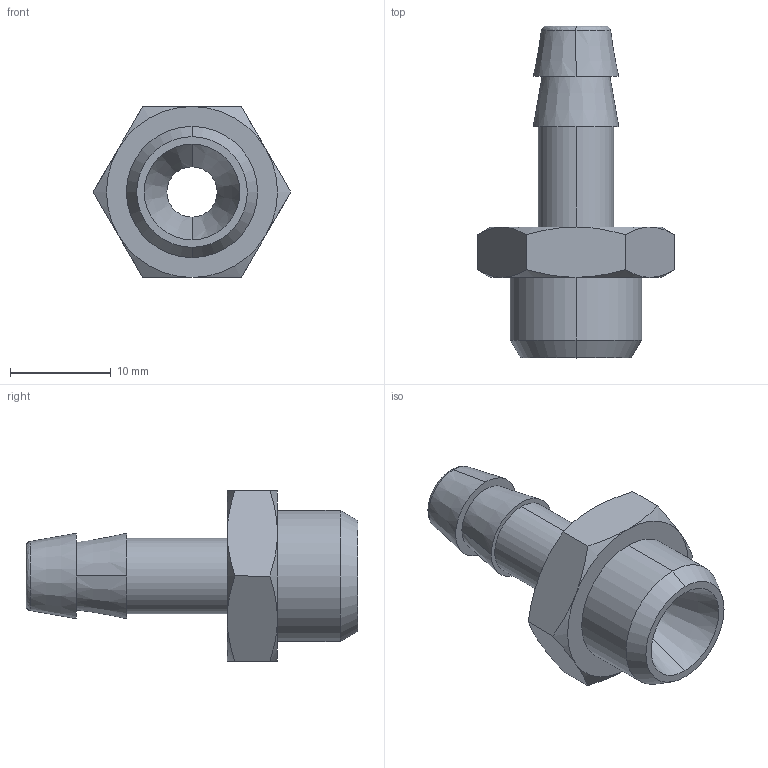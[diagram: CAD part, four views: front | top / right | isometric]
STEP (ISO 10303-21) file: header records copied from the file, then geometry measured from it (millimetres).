
FILE_DESCRIPTION(( 'RA.30.08.14.STEP' ), '1');
FILE_NAME( 'RA.30.08.14.STEP', '2018-10-11T14:29:56',( 'Sopra'),('sopra-pneumatic.com'), 'SwSTEP 2.0','SolidWorks 2009','' );
FILE_SCHEMA (( 'CONFIG_CONTROL_DESIGN' ));
Length unit declared in the file: millimetre
Products named in the file (1): RA.30.08.14
Bounding box: 19.63 x 33 x 17 mm (x, y, z)
Volume: 2383.6 mm3; surface area: 2046.8 mm2
Topology: 1 solids, 1 shells, 41 faces, 86 edges, 51 vertices
Faces by surface type: cone 21, plane 12, cylinder 6, bspline 2
Entity records: 1422 total; most frequent: CARTESIAN_POINT 501, DIRECTION 175, ORIENTED_EDGE 172, EDGE_CURVE 86, AXIS2_PLACEMENT_3D 77, VERTEX_POINT 51, EDGE_LOOP 47, ADVANCED_FACE 41
